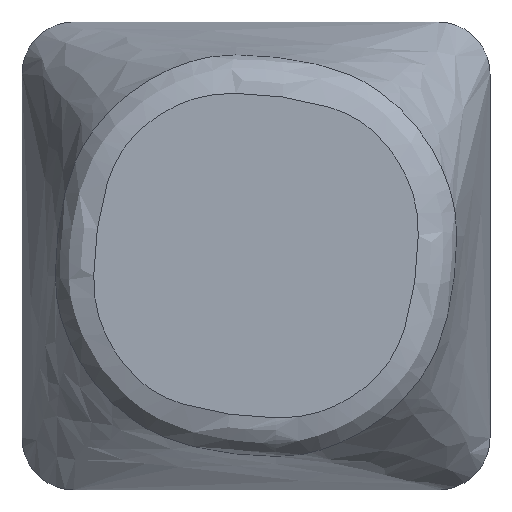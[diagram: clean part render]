
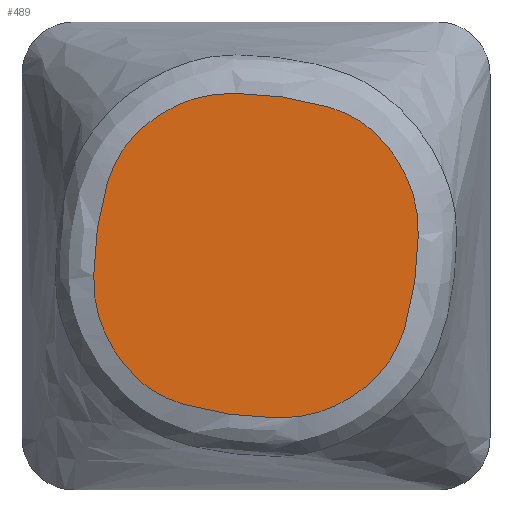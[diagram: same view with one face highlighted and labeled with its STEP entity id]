
A CAD part, top view. The second image highlights one B-rep face of the part: STEP entity #489.
In plain terms, the highlighted planar face has unit normal (0, 0, 1).
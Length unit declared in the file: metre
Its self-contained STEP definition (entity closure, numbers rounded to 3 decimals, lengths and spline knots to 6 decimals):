
#126=ORIENTED_EDGE('',*,*,#272,.T.);
#127=ORIENTED_EDGE('',*,*,#273,.T.);
#128=ORIENTED_EDGE('',*,*,#274,.T.);
#129=ORIENTED_EDGE('',*,*,#275,.T.);
#130=ORIENTED_EDGE('',*,*,#276,.T.);
#131=ORIENTED_EDGE('',*,*,#277,.T.);
#132=ORIENTED_EDGE('',*,*,#278,.T.);
#133=ORIENTED_EDGE('',*,*,#279,.T.);
#272=EDGE_CURVE('',#345,#346,#397,.T.);
#273=EDGE_CURVE('',#346,#347,#398,.T.);
#274=EDGE_CURVE('',#347,#348,#399,.T.);
#275=EDGE_CURVE('',#348,#349,#400,.T.);
#276=EDGE_CURVE('',#349,#350,#401,.T.);
#277=EDGE_CURVE('',#350,#351,#402,.T.);
#278=EDGE_CURVE('',#351,#352,#403,.T.);
#279=EDGE_CURVE('',#352,#345,#404,.T.);
#345=VERTEX_POINT('',#1552);
#346=VERTEX_POINT('',#1553);
#347=VERTEX_POINT('',#1561);
#348=VERTEX_POINT('',#1567);
#349=VERTEX_POINT('',#1575);
#350=VERTEX_POINT('',#1581);
#351=VERTEX_POINT('',#1589);
#352=VERTEX_POINT('',#1595);
#397=B_SPLINE_CURVE_WITH_KNOTS('',3,(#1547,#1548,#1549,#1550,#1551),
 .UNSPECIFIED.,.F.,.F.,(4,1,4),(0.,0.002473,0.004946),
 .UNSPECIFIED.);
#398=B_SPLINE_CURVE_WITH_KNOTS('',3,(#1554,#1555,#1556,#1557,#1558,#1559,
#1560),.UNSPECIFIED.,.F.,.F.,(4,1,1,1,4),(0.,0.001274,0.002548,
0.003822,0.005097),.UNSPECIFIED.);
#399=B_SPLINE_CURVE_WITH_KNOTS('',3,(#1562,#1563,#1564,#1565,#1566),
 .UNSPECIFIED.,.F.,.F.,(4,1,4),(0.,0.002473,0.004946),
 .UNSPECIFIED.);
#400=B_SPLINE_CURVE_WITH_KNOTS('',3,(#1568,#1569,#1570,#1571,#1572,#1573,
#1574),.UNSPECIFIED.,.F.,.F.,(4,1,1,1,4),(0.,0.001271,0.002543,
0.003814,0.005086),.UNSPECIFIED.);
#401=B_SPLINE_CURVE_WITH_KNOTS('',3,(#1576,#1577,#1578,#1579,#1580),
 .UNSPECIFIED.,.F.,.F.,(4,1,4),(0.,0.002473,0.004946),
 .UNSPECIFIED.);
#402=B_SPLINE_CURVE_WITH_KNOTS('',3,(#1582,#1583,#1584,#1585,#1586,#1587,
#1588),.UNSPECIFIED.,.F.,.F.,(4,1,1,1,4),(0.,0.001274,0.002548,
0.003822,0.005097),.UNSPECIFIED.);
#403=B_SPLINE_CURVE_WITH_KNOTS('',3,(#1590,#1591,#1592,#1593,#1594),
 .UNSPECIFIED.,.F.,.F.,(4,1,4),(0.,0.002473,0.004946),
 .UNSPECIFIED.);
#404=B_SPLINE_CURVE_WITH_KNOTS('',3,(#1596,#1597,#1598,#1599,#1600,#1601,
#1602),.UNSPECIFIED.,.F.,.F.,(4,1,1,1,4),(0.,0.001271,0.002543,
0.003814,0.005086),.UNSPECIFIED.);
#414=EDGE_LOOP('',(#126,#127,#128,#129,#130,#131,#132,#133));
#444=FACE_BOUND('',#414,.T.);
#471=PLANE('',#528);
#489=ADVANCED_FACE('',(#444),#471,.T.);
#528=AXIS2_PLACEMENT_3D('',#1546,#564,#565);
#564=DIRECTION('',(0.,0.,1.));
#565=DIRECTION('',(1.,0.,0.));
#1546=CARTESIAN_POINT('',(0.,0.,0.0085));
#1547=CARTESIAN_POINT('',(0.004012,0.005158,0.0085));
#1548=CARTESIAN_POINT('',(0.003308,0.005613,0.0085));
#1549=CARTESIAN_POINT('',(0.001694,0.006057,0.0085));
#1550=CARTESIAN_POINT('',(0.000052,0.006237,0.0085));
#1551=CARTESIAN_POINT('',(-0.00078,0.006241,0.0085));
#1552=CARTESIAN_POINT('',(0.004012,0.005158,0.0085));
#1553=CARTESIAN_POINT('',(-0.00078,0.006241,0.0085));
#1554=CARTESIAN_POINT('',(-0.00078,0.006241,0.0085));
#1555=CARTESIAN_POINT('',(-0.001209,0.006244,0.0085));
#1556=CARTESIAN_POINT('',(-0.002061,0.006184,0.0085));
#1557=CARTESIAN_POINT('',(-0.003272,0.005721,0.0085));
#1558=CARTESIAN_POINT('',(-0.004342,0.004999,0.0085));
#1559=CARTESIAN_POINT('',(-0.004923,0.004375,0.0085));
#1560=CARTESIAN_POINT('',(-0.005158,0.004012,0.0085));
#1561=CARTESIAN_POINT('',(-0.005158,0.004012,0.0085));
#1562=CARTESIAN_POINT('',(-0.005158,0.004012,0.0085));
#1563=CARTESIAN_POINT('',(-0.005613,0.003308,0.0085));
#1564=CARTESIAN_POINT('',(-0.006057,0.001694,0.0085));
#1565=CARTESIAN_POINT('',(-0.006237,0.000052,0.0085));
#1566=CARTESIAN_POINT('',(-0.006241,-0.00078,0.0085));
#1567=CARTESIAN_POINT('',(-0.006241,-0.00078,0.0085));
#1568=CARTESIAN_POINT('',(-0.006241,-0.00078,0.0085));
#1569=CARTESIAN_POINT('',(-0.006244,-0.001208,0.0085));
#1570=CARTESIAN_POINT('',(-0.006184,-0.002058,0.0085));
#1571=CARTESIAN_POINT('',(-0.005722,-0.003267,0.0085));
#1572=CARTESIAN_POINT('',(-0.005007,-0.004334,0.0085));
#1573=CARTESIAN_POINT('',(-0.004373,-0.004924,0.0085));
#1574=CARTESIAN_POINT('',(-0.004012,-0.005158,0.0085));
#1575=CARTESIAN_POINT('',(-0.004012,-0.005158,0.0085));
#1576=CARTESIAN_POINT('',(-0.004012,-0.005158,0.0085));
#1577=CARTESIAN_POINT('',(-0.003308,-0.005613,0.0085));
#1578=CARTESIAN_POINT('',(-0.001694,-0.006057,0.0085));
#1579=CARTESIAN_POINT('',(-0.000052,-0.006237,0.0085));
#1580=CARTESIAN_POINT('',(0.00078,-0.006241,0.0085));
#1581=CARTESIAN_POINT('',(0.00078,-0.006241,0.0085));
#1582=CARTESIAN_POINT('',(0.00078,-0.006241,0.0085));
#1583=CARTESIAN_POINT('',(0.001209,-0.006244,0.0085));
#1584=CARTESIAN_POINT('',(0.002061,-0.006184,0.0085));
#1585=CARTESIAN_POINT('',(0.003272,-0.005721,0.0085));
#1586=CARTESIAN_POINT('',(0.004342,-0.004999,0.0085));
#1587=CARTESIAN_POINT('',(0.004923,-0.004375,0.0085));
#1588=CARTESIAN_POINT('',(0.005158,-0.004012,0.0085));
#1589=CARTESIAN_POINT('',(0.005158,-0.004012,0.0085));
#1590=CARTESIAN_POINT('',(0.005158,-0.004012,0.0085));
#1591=CARTESIAN_POINT('',(0.005613,-0.003308,0.0085));
#1592=CARTESIAN_POINT('',(0.006057,-0.001694,0.0085));
#1593=CARTESIAN_POINT('',(0.006237,-0.000052,0.0085));
#1594=CARTESIAN_POINT('',(0.006241,0.00078,0.0085));
#1595=CARTESIAN_POINT('',(0.006241,0.00078,0.0085));
#1596=CARTESIAN_POINT('',(0.006241,0.00078,0.0085));
#1597=CARTESIAN_POINT('',(0.006244,0.001208,0.0085));
#1598=CARTESIAN_POINT('',(0.006184,0.002058,0.0085));
#1599=CARTESIAN_POINT('',(0.005722,0.003267,0.0085));
#1600=CARTESIAN_POINT('',(0.005007,0.004334,0.0085));
#1601=CARTESIAN_POINT('',(0.004373,0.004924,0.0085));
#1602=CARTESIAN_POINT('',(0.004012,0.005158,0.0085));
